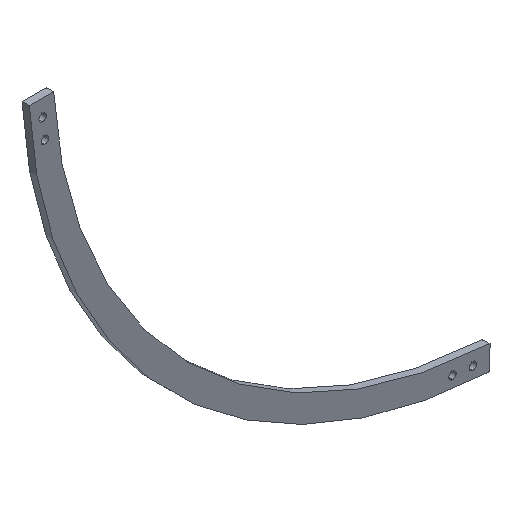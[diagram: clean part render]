
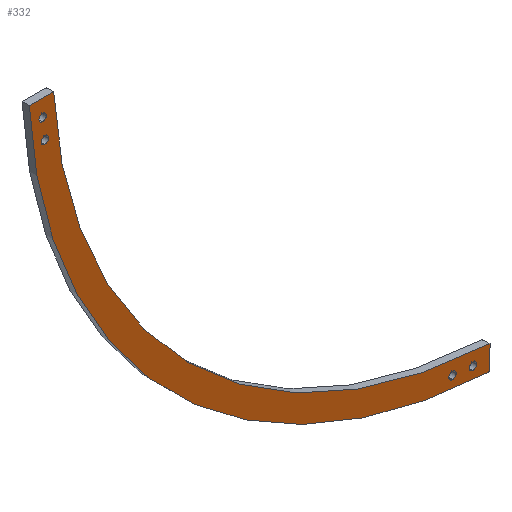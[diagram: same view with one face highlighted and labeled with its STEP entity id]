
A CAD part, isometric view. The second image highlights one B-rep face of the part: STEP entity #332.
In plain terms, the highlighted planar face has unit normal (0, -1, 0).
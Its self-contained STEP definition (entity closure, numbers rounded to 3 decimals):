
#2 = CIRCLE ( 'NONE', #472, 1.5 ) ;
#7 = EDGE_CURVE ( 'NONE', #454, #494, #206, .T. ) ;
#8 = CARTESIAN_POINT ( 'NONE',  ( 0., -1.5, 0. ) ) ;
#9 = CARTESIAN_POINT ( 'NONE',  ( -194.258, -1.5, -16.995 ) ) ;
#10 = CARTESIAN_POINT ( 'NONE',  ( -189.737, -1.5, -10. ) ) ;
#16 = EDGE_LOOP ( 'NONE', ( #387, #336 ) ) ;
#17 = CARTESIAN_POINT ( 'NONE',  ( -199.75, -1.5, -10. ) ) ;
#21 = AXIS2_PLACEMENT_3D ( 'NONE', #480, #335, #406 ) ;
#28 = CARTESIAN_POINT ( 'NONE',  ( -194.258, -1.5, -18.495 ) ) ;
#36 = VERTEX_POINT ( 'NONE', #394 ) ;
#39 = ORIENTED_EDGE ( 'NONE', *, *, #468, .T. ) ;
#45 = DIRECTION ( 'NONE',  ( 0., 0., 1. ) ) ;
#46 = CARTESIAN_POINT ( 'NONE',  ( -193.332, -1.5, -25.453 ) ) ;
#54 = DIRECTION ( 'NONE',  ( 0., 1., 0. ) ) ;
#55 = DIRECTION ( 'NONE',  ( 0., 0., 1. ) ) ;
#57 = CIRCLE ( 'NONE', #186, 200. ) ;
#61 = VERTEX_POINT ( 'NONE', #314 ) ;
#64 = FACE_BOUND ( 'NONE', #16, .T. ) ;
#67 = EDGE_CURVE ( 'NONE', #61, #497, #321, .T. ) ;
#76 = EDGE_CURVE ( 'NONE', #156, #465, #97, .T. ) ;
#79 = PLANE ( 'NONE',  #145 ) ;
#80 = CARTESIAN_POINT ( 'NONE',  ( -25.453, -1.5, -193.332 ) ) ;
#91 = CARTESIAN_POINT ( 'NONE',  ( -10., -1.5, -199.75 ) ) ;
#92 = DIRECTION ( 'NONE',  ( 1., 0., 0. ) ) ;
#97 = CIRCLE ( 'NONE', #21, 1.5 ) ;
#103 = AXIS2_PLACEMENT_3D ( 'NONE', #460, #315, #45 ) ;
#105 = VECTOR ( 'NONE', #55, 1000. ) ;
#107 = ORIENTED_EDGE ( 'NONE', *, *, #459, .F. ) ;
#110 = VERTEX_POINT ( 'NONE', #28 ) ;
#114 = CARTESIAN_POINT ( 'NONE',  ( -194.258, -1.5, -15.495 ) ) ;
#117 = CARTESIAN_POINT ( 'NONE',  ( -16.995, -1.5, -195.758 ) ) ;
#121 = LINE ( 'NONE', #17, #167 ) ;
#126 = CARTESIAN_POINT ( 'NONE',  ( -10., -1.5, -189.737 ) ) ;
#132 = DIRECTION ( 'NONE',  ( 0., 0., 1. ) ) ;
#135 = CARTESIAN_POINT ( 'NONE',  ( -194.258, -1.5, -16.995 ) ) ;
#136 = DIRECTION ( 'NONE',  ( 0., 0., 1. ) ) ;
#140 = ORIENTED_EDGE ( 'NONE', *, *, #248, .T. ) ;
#145 = AXIS2_PLACEMENT_3D ( 'NONE', #152, #273, #310 ) ;
#152 = CARTESIAN_POINT ( 'NONE',  ( 0., -1.5, 0. ) ) ;
#154 = CIRCLE ( 'NONE', #305, 1.5 ) ;
#156 = VERTEX_POINT ( 'NONE', #440 ) ;
#165 = EDGE_CURVE ( 'NONE', #110, #324, #175, .T. ) ;
#167 = VECTOR ( 'NONE', #92, 1000. ) ;
#169 = EDGE_LOOP ( 'NONE', ( #203, #496, #274, #107 ) ) ;
#175 = CIRCLE ( 'NONE', #407, 1.5 ) ;
#176 = DIRECTION ( 'NONE',  ( 0., 0., 1. ) ) ;
#181 = EDGE_CURVE ( 'NONE', #469, #269, #57, .T. ) ;
#186 = AXIS2_PLACEMENT_3D ( 'NONE', #298, #444, #132 ) ;
#195 = EDGE_CURVE ( 'NONE', #469, #454, #295, .T. ) ;
#196 = EDGE_LOOP ( 'NONE', ( #343, #489 ) ) ;
#203 = ORIENTED_EDGE ( 'NONE', *, *, #181, .F. ) ;
#206 = CIRCLE ( 'NONE', #271, 190. ) ;
#215 = DIRECTION ( 'NONE',  ( 0., 1., 0. ) ) ;
#236 = AXIS2_PLACEMENT_3D ( 'NONE', #395, #245, #242 ) ;
#240 = DIRECTION ( 'NONE',  ( 0., 1., 0. ) ) ;
#242 = DIRECTION ( 'NONE',  ( 0., 0., 1. ) ) ;
#243 = DIRECTION ( 'NONE',  ( 0., 0., 1. ) ) ;
#245 = DIRECTION ( 'NONE',  ( 0., 1., 0. ) ) ;
#248 = EDGE_CURVE ( 'NONE', #388, #36, #302, .T. ) ;
#252 = CARTESIAN_POINT ( 'NONE',  ( -16.995, -1.5, -194.258 ) ) ;
#269 = VERTEX_POINT ( 'NONE', #307 ) ;
#271 = AXIS2_PLACEMENT_3D ( 'NONE', #8, #462, #320 ) ;
#273 = DIRECTION ( 'NONE',  ( 0., 1., 0. ) ) ;
#274 = ORIENTED_EDGE ( 'NONE', *, *, #7, .T. ) ;
#275 = FACE_BOUND ( 'NONE', #337, .T. ) ;
#278 = AXIS2_PLACEMENT_3D ( 'NONE', #252, #215, #176 ) ;
#279 = DIRECTION ( 'NONE',  ( 0., 1., 0. ) ) ;
#284 = DIRECTION ( 'NONE',  ( 0., 0., 1. ) ) ;
#295 = LINE ( 'NONE', #91, #105 ) ;
#298 = CARTESIAN_POINT ( 'NONE',  ( 0., -1.5, 0. ) ) ;
#299 = AXIS2_PLACEMENT_3D ( 'NONE', #80, #240, #243 ) ;
#302 = CIRCLE ( 'NONE', #103, 1.5 ) ;
#305 = AXIS2_PLACEMENT_3D ( 'NONE', #46, #326, #284 ) ;
#307 = CARTESIAN_POINT ( 'NONE',  ( -199.75, -1.5, -10. ) ) ;
#310 = DIRECTION ( 'NONE',  ( 0., 0., 1. ) ) ;
#314 = CARTESIAN_POINT ( 'NONE',  ( -16.995, -1.5, -192.758 ) ) ;
#315 = DIRECTION ( 'NONE',  ( 0., 1., 0. ) ) ;
#319 = CARTESIAN_POINT ( 'NONE',  ( -25.453, -1.5, -194.832 ) ) ;
#320 = DIRECTION ( 'NONE',  ( 0., 0., 1. ) ) ;
#321 = CIRCLE ( 'NONE', #278, 1.5 ) ;
#324 = VERTEX_POINT ( 'NONE', #114 ) ;
#326 = DIRECTION ( 'NONE',  ( 0., 1., 0. ) ) ;
#332 = ADVANCED_FACE ( 'NONE', ( #349, #275, #427, #64, #344 ), #79, .F. ) ;
#335 = DIRECTION ( 'NONE',  ( 0., 1., 0. ) ) ;
#336 = ORIENTED_EDGE ( 'NONE', *, *, #442, .T. ) ;
#337 = EDGE_LOOP ( 'NONE', ( #426, #39 ) ) ;
#343 = ORIENTED_EDGE ( 'NONE', *, *, #416, .T. ) ;
#344 = FACE_OUTER_BOUND ( 'NONE', #169, .T. ) ;
#349 = FACE_BOUND ( 'NONE', #196, .T. ) ;
#350 = CIRCLE ( 'NONE', #299, 1.5 ) ;
#387 = ORIENTED_EDGE ( 'NONE', *, *, #67, .T. ) ;
#388 = VERTEX_POINT ( 'NONE', #319 ) ;
#394 = CARTESIAN_POINT ( 'NONE',  ( -25.453, -1.5, -191.832 ) ) ;
#395 = CARTESIAN_POINT ( 'NONE',  ( -16.995, -1.5, -194.258 ) ) ;
#406 = DIRECTION ( 'NONE',  ( 0., 0., 1. ) ) ;
#407 = AXIS2_PLACEMENT_3D ( 'NONE', #135, #54, #136 ) ;
#409 = EDGE_LOOP ( 'NONE', ( #499, #140 ) ) ;
#416 = EDGE_CURVE ( 'NONE', #324, #110, #2, .T. ) ;
#426 = ORIENTED_EDGE ( 'NONE', *, *, #76, .T. ) ;
#427 = FACE_BOUND ( 'NONE', #409, .T. ) ;
#428 = CARTESIAN_POINT ( 'NONE',  ( -10., -1.5, -199.75 ) ) ;
#440 = CARTESIAN_POINT ( 'NONE',  ( -193.332, -1.5, -23.953 ) ) ;
#441 = CIRCLE ( 'NONE', #236, 1.5 ) ;
#442 = EDGE_CURVE ( 'NONE', #497, #61, #441, .T. ) ;
#444 = DIRECTION ( 'NONE',  ( 0., 1., 0. ) ) ;
#454 = VERTEX_POINT ( 'NONE', #126 ) ;
#459 = EDGE_CURVE ( 'NONE', #269, #494, #121, .T. ) ;
#460 = CARTESIAN_POINT ( 'NONE',  ( -25.453, -1.5, -193.332 ) ) ;
#462 = DIRECTION ( 'NONE',  ( 0., 1., 0. ) ) ;
#465 = VERTEX_POINT ( 'NONE', #479 ) ;
#468 = EDGE_CURVE ( 'NONE', #465, #156, #154, .T. ) ;
#469 = VERTEX_POINT ( 'NONE', #428 ) ;
#471 = DIRECTION ( 'NONE',  ( 0., 0., 1. ) ) ;
#472 = AXIS2_PLACEMENT_3D ( 'NONE', #9, #279, #471 ) ;
#479 = CARTESIAN_POINT ( 'NONE',  ( -193.332, -1.5, -26.953 ) ) ;
#480 = CARTESIAN_POINT ( 'NONE',  ( -193.332, -1.5, -25.453 ) ) ;
#489 = ORIENTED_EDGE ( 'NONE', *, *, #165, .T. ) ;
#494 = VERTEX_POINT ( 'NONE', #10 ) ;
#496 = ORIENTED_EDGE ( 'NONE', *, *, #195, .T. ) ;
#497 = VERTEX_POINT ( 'NONE', #117 ) ;
#499 = ORIENTED_EDGE ( 'NONE', *, *, #501, .T. ) ;
#501 = EDGE_CURVE ( 'NONE', #36, #388, #350, .T. ) ;
